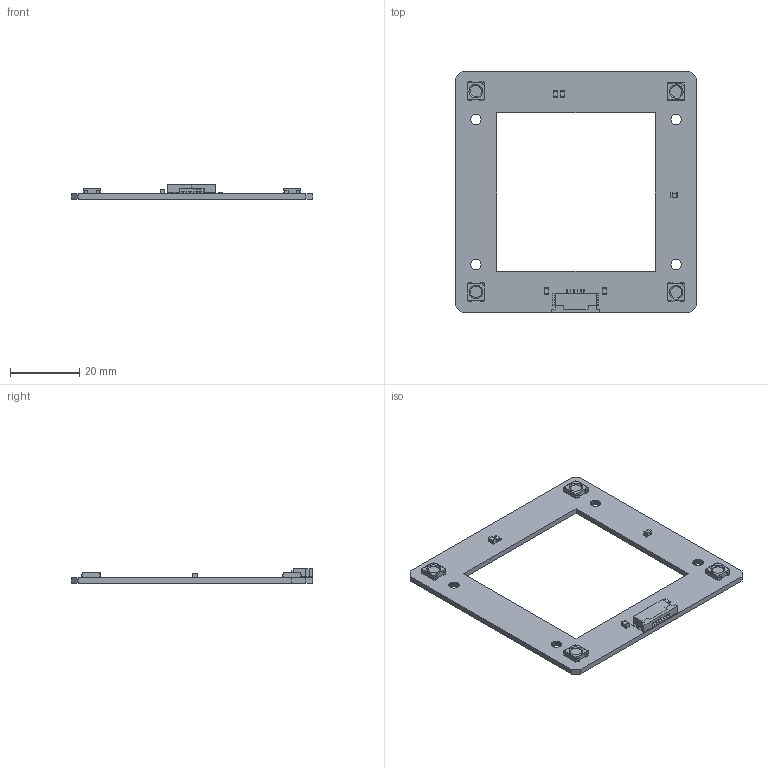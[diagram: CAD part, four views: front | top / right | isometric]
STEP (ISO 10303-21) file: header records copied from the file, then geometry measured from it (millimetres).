
FILE_DESCRIPTION(/* description */ (''),/* implementation_level */ '2;1');
FILE_NAME(/* name */ 'PC1205~1',/* time_stamp */ '2023-11-08T15:09:20-08:00',/* author */ (''),/* organization */ (''),/* preprocessor_version */ 'ST-DEVELOPER v16.5',/* originating_system */ '',/* authorisation */ '');
FILE_SCHEMA (('AUTOMOTIVE_DESIGN'));
Length unit declared in the file: millimetre
Products named in the file (1): Document
Bounding box: 70 x 70 x 4.19 mm (x, y, z)
Volume: 4643.9 mm3; surface area: 7002.8 mm2
Topology: 11 solids, 11 shells, 739 faces, 2084 edges, 1364 vertices
Faces by surface type: plane 587, bspline 152
Entity records: 22614 total; most frequent: CARTESIAN_POINT 9079, ORIENTED_EDGE 4168, EDGE_CURVE 2084, B_SPLINE_CURVE_WITH_KNOTS 1808, VERTEX_POINT 1364, EDGE_LOOP 778, ADVANCED_FACE 739, FACE_OUTER_BOUND 739
